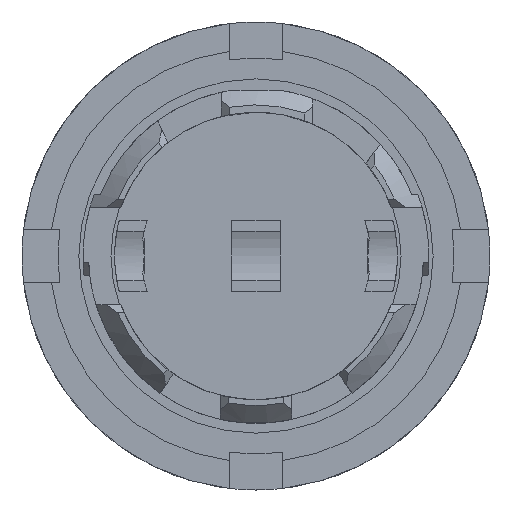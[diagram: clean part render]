
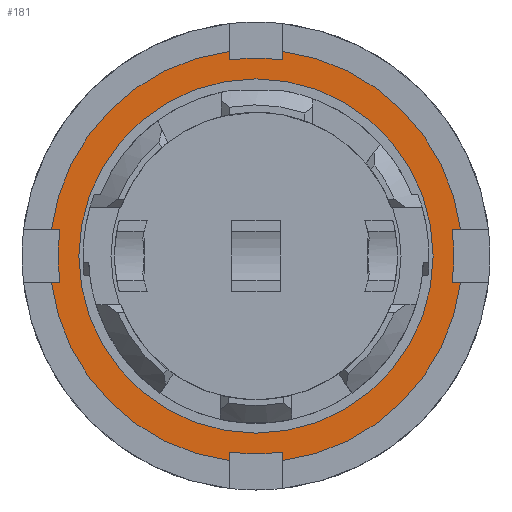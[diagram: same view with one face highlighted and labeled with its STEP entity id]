
A CAD part, front view. The second image highlights one B-rep face of the part: STEP entity #181.
In plain terms, the highlighted planar face has unit normal (0, -1, 0).
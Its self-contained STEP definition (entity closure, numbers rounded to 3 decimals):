
#181 = ADVANCED_FACE( '', ( #495, #496 ), #497, .T. );
#495 = FACE_BOUND( '', #958, .T. );
#496 = FACE_OUTER_BOUND( '', #959, .T. );
#497 = PLANE( '', #960 );
#958 = EDGE_LOOP( '', ( #1442 ) );
#959 = EDGE_LOOP( '', ( #1443, #1444, #1445, #1446, #1447, #1448, #1449, #1450, #1451, #1452, #1453, #1454, #1455, #1456, #1457, #1458 ) );
#960 = AXIS2_PLACEMENT_3D( '', #1459, #1460, #1461 );
#1442 = ORIENTED_EDGE( '', *, *, #2750, .F. );
#1443 = ORIENTED_EDGE( '', *, *, #2740, .T. );
#1444 = ORIENTED_EDGE( '', *, *, #2751, .T. );
#1445 = ORIENTED_EDGE( '', *, *, #2752, .T. );
#1446 = ORIENTED_EDGE( '', *, *, #2753, .T. );
#1447 = ORIENTED_EDGE( '', *, *, #2754, .T. );
#1448 = ORIENTED_EDGE( '', *, *, #2755, .T. );
#1449 = ORIENTED_EDGE( '', *, *, #2756, .T. );
#1450 = ORIENTED_EDGE( '', *, *, #2757, .T. );
#1451 = ORIENTED_EDGE( '', *, *, #2758, .T. );
#1452 = ORIENTED_EDGE( '', *, *, #2759, .T. );
#1453 = ORIENTED_EDGE( '', *, *, #2760, .T. );
#1454 = ORIENTED_EDGE( '', *, *, #2761, .T. );
#1455 = ORIENTED_EDGE( '', *, *, #2762, .T. );
#1456 = ORIENTED_EDGE( '', *, *, #2763, .T. );
#1457 = ORIENTED_EDGE( '', *, *, #2764, .T. );
#1458 = ORIENTED_EDGE( '', *, *, #2765, .T. );
#1459 = CARTESIAN_POINT( '', ( 0., -7.5, -10.5 ) );
#1460 = DIRECTION( '', ( 0., -1., 0. ) );
#1461 = DIRECTION( '', ( 0., 0., -1. ) );
#2740 = EDGE_CURVE( '', #3272, #3273, #3274, .T. );
#2750 = EDGE_CURVE( '', #3290, #3290, #3291, .T. );
#2751 = EDGE_CURVE( '', #3273, #3292, #3293, .T. );
#2752 = EDGE_CURVE( '', #3292, #3294, #3295, .T. );
#2753 = EDGE_CURVE( '', #3294, #3296, #3297, .T. );
#2754 = EDGE_CURVE( '', #3296, #3298, #3299, .T. );
#2755 = EDGE_CURVE( '', #3298, #3300, #3301, .T. );
#2756 = EDGE_CURVE( '', #3300, #3302, #3303, .T. );
#2757 = EDGE_CURVE( '', #3302, #3304, #3305, .T. );
#2758 = EDGE_CURVE( '', #3304, #3306, #3307, .T. );
#2759 = EDGE_CURVE( '', #3306, #3308, #3309, .T. );
#2760 = EDGE_CURVE( '', #3308, #3310, #3311, .T. );
#2761 = EDGE_CURVE( '', #3310, #3312, #3313, .T. );
#2762 = EDGE_CURVE( '', #3312, #3314, #3315, .T. );
#2763 = EDGE_CURVE( '', #3314, #3316, #3317, .T. );
#2764 = EDGE_CURVE( '', #3316, #3318, #3319, .T. );
#2765 = EDGE_CURVE( '', #3318, #3272, #3320, .T. );
#3272 = VERTEX_POINT( '', #4052 );
#3273 = VERTEX_POINT( '', #4053 );
#3274 = CIRCLE( '', #4054, 12.175 );
#3290 = VERTEX_POINT( '', #4074 );
#3291 = CIRCLE( '', #4075, 10.901 );
#3292 = VERTEX_POINT( '', #4076 );
#3293 = LINE( '', #4077, #4078 );
#3294 = VERTEX_POINT( '', #4079 );
#3295 = CIRCLE( '', #4080, 12.7 );
#3296 = VERTEX_POINT( '', #4081 );
#3297 = LINE( '', #4082, #4083 );
#3298 = VERTEX_POINT( '', #4084 );
#3299 = CIRCLE( '', #4085, 12.175 );
#3300 = VERTEX_POINT( '', #4086 );
#3301 = LINE( '', #4087, #4088 );
#3302 = VERTEX_POINT( '', #4089 );
#3303 = CIRCLE( '', #4090, 12.7 );
#3304 = VERTEX_POINT( '', #4091 );
#3305 = LINE( '', #4092, #4093 );
#3306 = VERTEX_POINT( '', #4094 );
#3307 = CIRCLE( '', #4095, 12.175 );
#3308 = VERTEX_POINT( '', #4096 );
#3309 = LINE( '', #4097, #4098 );
#3310 = VERTEX_POINT( '', #4099 );
#3311 = CIRCLE( '', #4100, 12.7 );
#3312 = VERTEX_POINT( '', #4101 );
#3313 = LINE( '', #4102, #4103 );
#3314 = VERTEX_POINT( '', #4104 );
#3315 = CIRCLE( '', #4105, 12.175 );
#3316 = VERTEX_POINT( '', #4106 );
#3317 = LINE( '', #4107, #4108 );
#3318 = VERTEX_POINT( '', #4109 );
#3319 = CIRCLE( '', #4110, 12.7 );
#3320 = LINE( '', #4111, #4112 );
#4052 = CARTESIAN_POINT( '', ( -12.063, -7.5, 1.65 ) );
#4053 = CARTESIAN_POINT( '', ( -12.063, -7.5, -1.65 ) );
#4054 = AXIS2_PLACEMENT_3D( '', #5113, #5114, #5115 );
#4074 = CARTESIAN_POINT( '', ( 10.901, -7.5, 0. ) );
#4075 = AXIS2_PLACEMENT_3D( '', #5129, #5130, #5131 );
#4076 = CARTESIAN_POINT( '', ( -12.592, -7.5, -1.65 ) );
#4077 = CARTESIAN_POINT( '', ( -12.063, -7.5, -1.65 ) );
#4078 = VECTOR( '', #5132, 1000. );
#4079 = CARTESIAN_POINT( '', ( -1.65, -7.5, -12.592 ) );
#4080 = AXIS2_PLACEMENT_3D( '', #5133, #5134, #5135 );
#4081 = CARTESIAN_POINT( '', ( -1.65, -7.5, -12.063 ) );
#4082 = CARTESIAN_POINT( '', ( -1.65, -7.5, -14.305 ) );
#4083 = VECTOR( '', #5136, 1000. );
#4084 = CARTESIAN_POINT( '', ( 1.65, -7.5, -12.063 ) );
#4085 = AXIS2_PLACEMENT_3D( '', #5137, #5138, #5139 );
#4086 = CARTESIAN_POINT( '', ( 1.65, -7.5, -12.592 ) );
#4087 = CARTESIAN_POINT( '', ( 1.65, -7.5, -14.305 ) );
#4088 = VECTOR( '', #5140, 1000. );
#4089 = CARTESIAN_POINT( '', ( 12.592, -7.5, -1.65 ) );
#4090 = AXIS2_PLACEMENT_3D( '', #5141, #5142, #5143 );
#4091 = CARTESIAN_POINT( '', ( 12.063, -7.5, -1.65 ) );
#4092 = CARTESIAN_POINT( '', ( 14.305, -7.5, -1.65 ) );
#4093 = VECTOR( '', #5144, 1000. );
#4094 = CARTESIAN_POINT( '', ( 12.063, -7.5, 1.65 ) );
#4095 = AXIS2_PLACEMENT_3D( '', #5145, #5146, #5147 );
#4096 = CARTESIAN_POINT( '', ( 12.592, -7.5, 1.65 ) );
#4097 = CARTESIAN_POINT( '', ( 14.305, -7.5, 1.65 ) );
#4098 = VECTOR( '', #5148, 1000. );
#4099 = CARTESIAN_POINT( '', ( 1.65, -7.5, 12.592 ) );
#4100 = AXIS2_PLACEMENT_3D( '', #5149, #5150, #5151 );
#4101 = CARTESIAN_POINT( '', ( 1.65, -7.5, 12.063 ) );
#4102 = CARTESIAN_POINT( '', ( 1.65, -7.5, 12.063 ) );
#4103 = VECTOR( '', #5152, 1000. );
#4104 = CARTESIAN_POINT( '', ( -1.65, -7.5, 12.063 ) );
#4105 = AXIS2_PLACEMENT_3D( '', #5153, #5154, #5155 );
#4106 = CARTESIAN_POINT( '', ( -1.65, -7.5, 12.592 ) );
#4107 = CARTESIAN_POINT( '', ( -1.65, -7.5, 12.063 ) );
#4108 = VECTOR( '', #5156, 1000. );
#4109 = CARTESIAN_POINT( '', ( -12.592, -7.5, 1.65 ) );
#4110 = AXIS2_PLACEMENT_3D( '', #5157, #5158, #5159 );
#4111 = CARTESIAN_POINT( '', ( -12.063, -7.5, 1.65 ) );
#4112 = VECTOR( '', #5160, 1000. );
#5113 = CARTESIAN_POINT( '', ( 0., -7.5, 0. ) );
#5114 = DIRECTION( '', ( 0., -1., 0. ) );
#5115 = DIRECTION( '', ( 0., 0., -1. ) );
#5129 = CARTESIAN_POINT( '', ( 0., -7.5, 0. ) );
#5130 = DIRECTION( '', ( 0., -1., 0. ) );
#5131 = DIRECTION( '', ( 1., 0., 0. ) );
#5132 = DIRECTION( '', ( -1., 0., 0. ) );
#5133 = CARTESIAN_POINT( '', ( 0., -7.5, 0. ) );
#5134 = DIRECTION( '', ( 0., -1., 0. ) );
#5135 = DIRECTION( '', ( 0., 0., -1. ) );
#5136 = DIRECTION( '', ( 0., 0., 1. ) );
#5137 = CARTESIAN_POINT( '', ( 0., -7.5, 0. ) );
#5138 = DIRECTION( '', ( 0., -1., 0. ) );
#5139 = DIRECTION( '', ( 0., 0., 1. ) );
#5140 = DIRECTION( '', ( 0., 0., -1. ) );
#5141 = CARTESIAN_POINT( '', ( 0., -7.5, 0. ) );
#5142 = DIRECTION( '', ( 0., -1., 0. ) );
#5143 = DIRECTION( '', ( 0., 0., -1. ) );
#5144 = DIRECTION( '', ( -1., 0., 0. ) );
#5145 = CARTESIAN_POINT( '', ( 0., -7.5, 0. ) );
#5146 = DIRECTION( '', ( 0., -1., 0. ) );
#5147 = DIRECTION( '', ( 0., 0., -1. ) );
#5148 = DIRECTION( '', ( 1., 0., 0. ) );
#5149 = CARTESIAN_POINT( '', ( 0., -7.5, 0. ) );
#5150 = DIRECTION( '', ( 0., -1., 0. ) );
#5151 = DIRECTION( '', ( 0., 0., -1. ) );
#5152 = DIRECTION( '', ( 0., 0., -1. ) );
#5153 = CARTESIAN_POINT( '', ( 0., -7.5, 0. ) );
#5154 = DIRECTION( '', ( 0., -1., 0. ) );
#5155 = DIRECTION( '', ( 0., 0., -1. ) );
#5156 = DIRECTION( '', ( 0., 0., 1. ) );
#5157 = CARTESIAN_POINT( '', ( 0., -7.5, 0. ) );
#5158 = DIRECTION( '', ( 0., -1., 0. ) );
#5159 = DIRECTION( '', ( 0., 0., -1. ) );
#5160 = DIRECTION( '', ( 1., 0., 0. ) );
